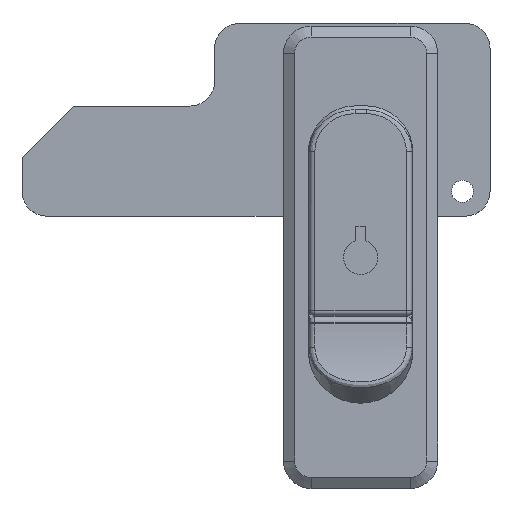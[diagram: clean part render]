
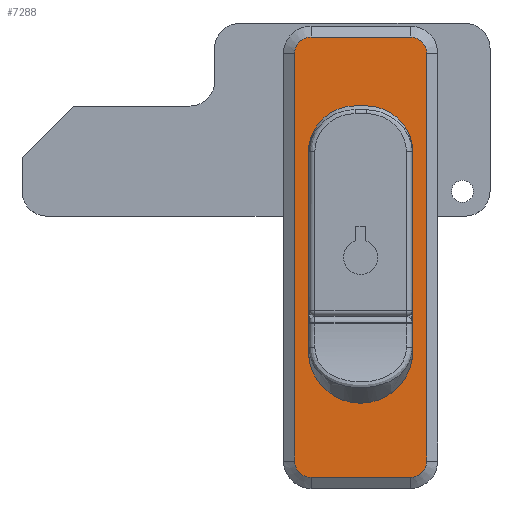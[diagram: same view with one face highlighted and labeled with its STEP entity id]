
A CAD part, top view. The second image highlights one B-rep face of the part: STEP entity #7288.
In plain terms, the highlighted planar face has unit normal (0, 0, 1).
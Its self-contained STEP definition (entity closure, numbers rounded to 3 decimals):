
#28 = AXIS2_PLACEMENT_3D ( 'NONE', #2451, #8595, #10546 ) ;
#183 = DIRECTION ( 'NONE',  ( 0., 0., 1. ) ) ;
#230 = EDGE_CURVE ( 'NONE', #6737, #10745, #11660, .T. ) ;
#324 = DIRECTION ( 'NONE',  ( 0., 0., 1. ) ) ;
#369 = DIRECTION ( 'NONE',  ( 1., 0., 0. ) ) ;
#392 = EDGE_CURVE ( 'NONE', #8357, #5238, #5783, .T. ) ;
#918 = CARTESIAN_POINT ( 'NONE',  ( 12., 20., 6. ) ) ;
#1007 = EDGE_CURVE ( 'NONE', #1711, #4518, #1791, .T. ) ;
#1343 = DIRECTION ( 'NONE',  ( -1., 0., 0. ) ) ;
#1392 = LINE ( 'NONE', #6008, #7114 ) ;
#1417 = CARTESIAN_POINT ( 'NONE',  ( -12., -54., 6. ) ) ;
#1491 = ORIENTED_EDGE ( 'NONE', *, *, #230, .T. ) ;
#1519 = LINE ( 'NONE', #9611, #11856 ) ;
#1639 = DIRECTION ( 'NONE',  ( 1., 0., 0. ) ) ;
#1711 = VERTEX_POINT ( 'NONE', #5042 ) ;
#1728 = VERTEX_POINT ( 'NONE', #5960 ) ;
#1730 = AXIS2_PLACEMENT_3D ( 'NONE', #5808, #9888, #4717 ) ;
#1765 = AXIS2_PLACEMENT_3D ( 'NONE', #11399, #8291, #12310 ) ;
#1791 = CIRCLE ( 'NONE', #8329, 8.5 ) ;
#1933 = AXIS2_PLACEMENT_3D ( 'NONE', #10581, #8630, #5527 ) ;
#2267 = DIRECTION ( 'NONE',  ( 0., 0., 1. ) ) ;
#2317 = EDGE_CURVE ( 'NONE', #5322, #12077, #8748, .T. ) ;
#2447 = DIRECTION ( 'NONE',  ( 0., -1., 0. ) ) ;
#2451 = CARTESIAN_POINT ( 'NONE',  ( 1., 2., 6. ) ) ;
#2553 = AXIS2_PLACEMENT_3D ( 'NONE', #5559, #324, #369 ) ;
#2860 = VECTOR ( 'NONE', #4193, 1000. ) ;
#3029 = CARTESIAN_POINT ( 'NONE',  ( 12., 20., 6. ) ) ;
#3120 = CARTESIAN_POINT ( 'NONE',  ( -9., 23., 6. ) ) ;
#3603 = AXIS2_PLACEMENT_3D ( 'NONE', #6503, #183, #6457 ) ;
#3743 = EDGE_CURVE ( 'NONE', #11167, #8357, #10792, .T. ) ;
#3753 = ORIENTED_EDGE ( 'NONE', *, *, #2317, .F. ) ;
#3832 = CIRCLE ( 'NONE', #9074, 3. ) ;
#4055 = ORIENTED_EDGE ( 'NONE', *, *, #13035, .T. ) ;
#4137 = PLANE ( 'NONE',  #1765 ) ;
#4193 = DIRECTION ( 'NONE',  ( -1., 0., 0. ) ) ;
#4518 = VERTEX_POINT ( 'NONE', #5997 ) ;
#4687 = EDGE_LOOP ( 'NONE', ( #4055, #6386, #12104, #1491, #5009, #5923, #9198, #5804 ) ) ;
#4717 = DIRECTION ( 'NONE',  ( -1., 0., 0. ) ) ;
#4999 = VERTEX_POINT ( 'NONE', #9967 ) ;
#5005 = VERTEX_POINT ( 'NONE', #7958 ) ;
#5009 = ORIENTED_EDGE ( 'NONE', *, *, #9978, .T. ) ;
#5042 = CARTESIAN_POINT ( 'NONE',  ( -1., 10.5, 6. ) ) ;
#5065 = EDGE_CURVE ( 'NONE', #12641, #5005, #1392, .T. ) ;
#5126 = ORIENTED_EDGE ( 'NONE', *, *, #1007, .F. ) ;
#5211 = CIRCLE ( 'NONE', #28, 8.5 ) ;
#5238 = VERTEX_POINT ( 'NONE', #7298 ) ;
#5322 = VERTEX_POINT ( 'NONE', #9737 ) ;
#5398 = VECTOR ( 'NONE', #7172, 1000. ) ;
#5527 = DIRECTION ( 'NONE',  ( 1., 0., 0. ) ) ;
#5559 = CARTESIAN_POINT ( 'NONE',  ( 9., 20., 6. ) ) ;
#5783 = LINE ( 'NONE', #1417, #7207 ) ;
#5804 = ORIENTED_EDGE ( 'NONE', *, *, #392, .T. ) ;
#5808 = CARTESIAN_POINT ( 'NONE',  ( 0., -34., 6. ) ) ;
#5819 = CARTESIAN_POINT ( 'NONE',  ( -9.5, -34., 6. ) ) ;
#5923 = ORIENTED_EDGE ( 'NONE', *, *, #8051, .T. ) ;
#5960 = CARTESIAN_POINT ( 'NONE',  ( 1., 10.5, 6. ) ) ;
#5997 = CARTESIAN_POINT ( 'NONE',  ( -9.5, 2., 6. ) ) ;
#6008 = CARTESIAN_POINT ( 'NONE',  ( 9., -57., 6. ) ) ;
#6186 = CARTESIAN_POINT ( 'NONE',  ( 9.5, 2., 6. ) ) ;
#6386 = ORIENTED_EDGE ( 'NONE', *, *, #5065, .T. ) ;
#6457 = DIRECTION ( 'NONE',  ( 1., 0., 0. ) ) ;
#6503 = CARTESIAN_POINT ( 'NONE',  ( -9., 20., 6. ) ) ;
#6541 = EDGE_CURVE ( 'NONE', #1728, #1711, #8588, .T. ) ;
#6686 = ORIENTED_EDGE ( 'NONE', *, *, #11555, .F. ) ;
#6722 = DIRECTION ( 'NONE',  ( 0., 0., 1. ) ) ;
#6737 = VERTEX_POINT ( 'NONE', #9516 ) ;
#6795 = CIRCLE ( 'NONE', #2553, 3. ) ;
#6937 = EDGE_CURVE ( 'NONE', #5005, #6737, #10156, .T. ) ;
#7114 = VECTOR ( 'NONE', #12233, 1000. ) ;
#7172 = DIRECTION ( 'NONE',  ( 0., 1., 0. ) ) ;
#7207 = VECTOR ( 'NONE', #10393, 1000. ) ;
#7288 = ADVANCED_FACE ( 'NONE', ( #7304, #7620 ), #4137, .T. ) ;
#7298 = CARTESIAN_POINT ( 'NONE',  ( -12., -54., 6. ) ) ;
#7304 = FACE_BOUND ( 'NONE', #12815, .T. ) ;
#7620 = FACE_OUTER_BOUND ( 'NONE', #4687, .T. ) ;
#7958 = CARTESIAN_POINT ( 'NONE',  ( 9., -57., 6. ) ) ;
#8051 = EDGE_CURVE ( 'NONE', #4999, #11167, #8885, .T. ) ;
#8221 = EDGE_CURVE ( 'NONE', #12077, #1728, #5211, .T. ) ;
#8291 = DIRECTION ( 'NONE',  ( 0., 0., 1. ) ) ;
#8329 = AXIS2_PLACEMENT_3D ( 'NONE', #10358, #2267, #1343 ) ;
#8357 = VERTEX_POINT ( 'NONE', #11711 ) ;
#8572 = ORIENTED_EDGE ( 'NONE', *, *, #8221, .F. ) ;
#8588 = LINE ( 'NONE', #9236, #2860 ) ;
#8595 = DIRECTION ( 'NONE',  ( 0., 0., 1. ) ) ;
#8630 = DIRECTION ( 'NONE',  ( 0., 0., 1. ) ) ;
#8748 = LINE ( 'NONE', #12289, #5398 ) ;
#8885 = LINE ( 'NONE', #3120, #10295 ) ;
#9074 = AXIS2_PLACEMENT_3D ( 'NONE', #12817, #6722, #1639 ) ;
#9107 = DIRECTION ( 'NONE',  ( 0., 1., 0. ) ) ;
#9198 = ORIENTED_EDGE ( 'NONE', *, *, #3743, .T. ) ;
#9236 = CARTESIAN_POINT ( 'NONE',  ( -1., 10.5, 6. ) ) ;
#9516 = CARTESIAN_POINT ( 'NONE',  ( 12., -54., 6. ) ) ;
#9611 = CARTESIAN_POINT ( 'NONE',  ( -9.5, -34., 6. ) ) ;
#9737 = CARTESIAN_POINT ( 'NONE',  ( 9.5, -34., 6. ) ) ;
#9888 = DIRECTION ( 'NONE',  ( 0., 0., 1. ) ) ;
#9967 = CARTESIAN_POINT ( 'NONE',  ( 9., 23., 6. ) ) ;
#9978 = EDGE_CURVE ( 'NONE', #10745, #4999, #6795, .T. ) ;
#10095 = ORIENTED_EDGE ( 'NONE', *, *, #6541, .F. ) ;
#10156 = CIRCLE ( 'NONE', #1933, 3. ) ;
#10199 = VERTEX_POINT ( 'NONE', #5819 ) ;
#10241 = CIRCLE ( 'NONE', #1730, 9.5 ) ;
#10295 = VECTOR ( 'NONE', #12204, 1000. ) ;
#10358 = CARTESIAN_POINT ( 'NONE',  ( -1., 2., 6. ) ) ;
#10393 = DIRECTION ( 'NONE',  ( 0., -1., 0. ) ) ;
#10546 = DIRECTION ( 'NONE',  ( 1., 0., 0. ) ) ;
#10581 = CARTESIAN_POINT ( 'NONE',  ( 9., -54., 6. ) ) ;
#10745 = VERTEX_POINT ( 'NONE', #3029 ) ;
#10792 = CIRCLE ( 'NONE', #3603, 3. ) ;
#10911 = EDGE_CURVE ( 'NONE', #4518, #10199, #1519, .T. ) ;
#11167 = VERTEX_POINT ( 'NONE', #12916 ) ;
#11399 = CARTESIAN_POINT ( 'NONE',  ( -9., -54., 6. ) ) ;
#11555 = EDGE_CURVE ( 'NONE', #10199, #5322, #10241, .T. ) ;
#11660 = LINE ( 'NONE', #918, #12949 ) ;
#11711 = CARTESIAN_POINT ( 'NONE',  ( -12., 20., 6. ) ) ;
#11856 = VECTOR ( 'NONE', #2447, 1000. ) ;
#11966 = ORIENTED_EDGE ( 'NONE', *, *, #10911, .F. ) ;
#12077 = VERTEX_POINT ( 'NONE', #6186 ) ;
#12104 = ORIENTED_EDGE ( 'NONE', *, *, #6937, .T. ) ;
#12204 = DIRECTION ( 'NONE',  ( -1., 0., 0. ) ) ;
#12233 = DIRECTION ( 'NONE',  ( 1., 0., 0. ) ) ;
#12289 = CARTESIAN_POINT ( 'NONE',  ( 9.5, 2., 6. ) ) ;
#12310 = DIRECTION ( 'NONE',  ( 1., 0., 0. ) ) ;
#12641 = VERTEX_POINT ( 'NONE', #13150 ) ;
#12815 = EDGE_LOOP ( 'NONE', ( #6686, #11966, #5126, #10095, #8572, #3753 ) ) ;
#12817 = CARTESIAN_POINT ( 'NONE',  ( -9., -54., 6. ) ) ;
#12916 = CARTESIAN_POINT ( 'NONE',  ( -9., 23., 6. ) ) ;
#12949 = VECTOR ( 'NONE', #9107, 1000. ) ;
#13035 = EDGE_CURVE ( 'NONE', #5238, #12641, #3832, .T. ) ;
#13150 = CARTESIAN_POINT ( 'NONE',  ( -9., -57., 6. ) ) ;
